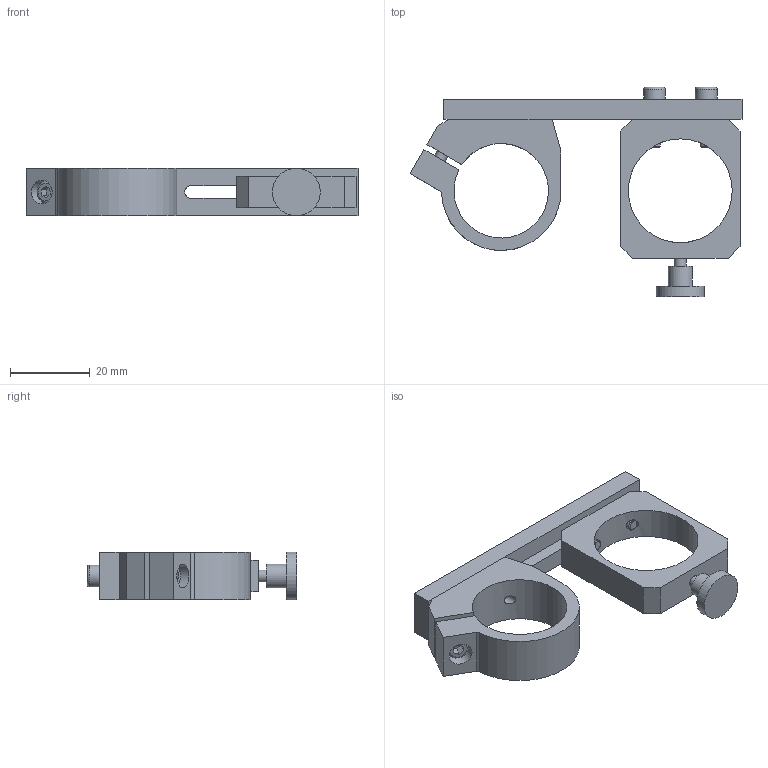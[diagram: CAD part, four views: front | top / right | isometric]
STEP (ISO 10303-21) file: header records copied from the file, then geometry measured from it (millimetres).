
FILE_DESCRIPTION(/* description */ (''),/* implementation_level */ '2;1');
FILE_NAME(/* name */ '503601_990141-04_Kartuschenhalter_DV-5625_Shrinkwrap_1.stp',/* time_stamp */ '2023-11-22T14:04:50+01:00',/* author */ ('glueck'),/* organization */ (''),/* preprocessor_version */ 'ST-DEVELOPER v18.1',/* originating_system */ 'Autodesk Inventor 2021',/* authorisation */ '');
FILE_SCHEMA (('AUTOMOTIVE_DESIGN { 1 0 10303 214 3 1 1 }'));
Length unit declared in the file: millimetre
Products named in the file (1): 503601_990141-04_Kartuschenhalter_DV-5625_Shrinkwrap_1
Bounding box: 83.42 x 52.6 x 12 mm (x, y, z)
Volume: 14351.2 mm3; surface area: 9357 mm2
Topology: 1 solids, 1 shells, 247 faces, 621 edges, 411 vertices
Faces by surface type: plane 182, cylinder 36, bspline 20, cone 6, torus 3
Full cylindrical faces by diameter (mm): 2.459 x2, 3 x6, 3.2 x3, 5.5 x3, 5.8 x2, 6 x4, 12 x1, 26.1 x1
Entity records: 8603 total; most frequent: CARTESIAN_POINT 2381, ORIENTED_EDGE 1242, DIRECTION 1107, EDGE_CURVE 621, LINE 477, VECTOR 477, VERTEX_POINT 411, AXIS2_PLACEMENT_3D 315
